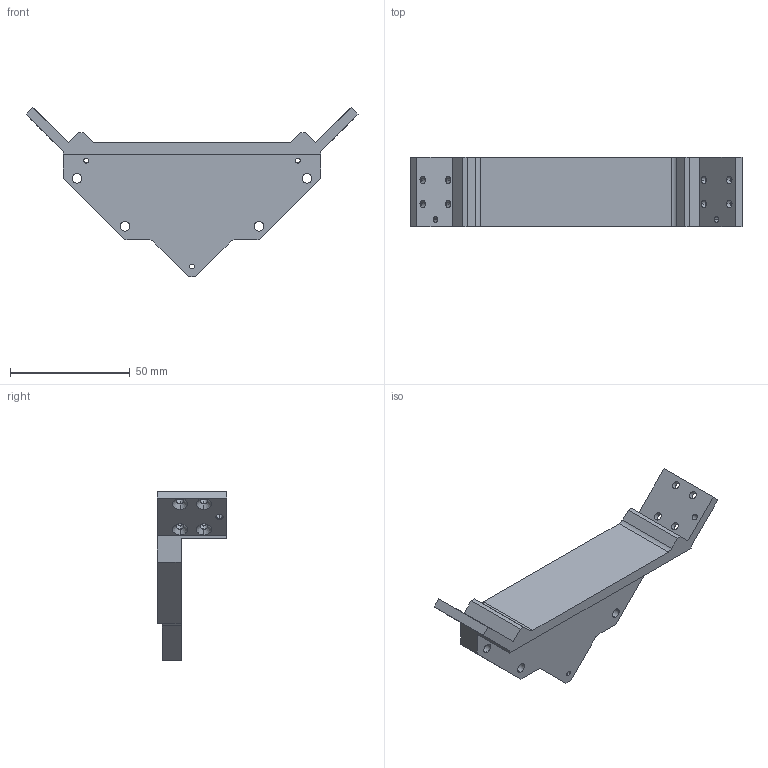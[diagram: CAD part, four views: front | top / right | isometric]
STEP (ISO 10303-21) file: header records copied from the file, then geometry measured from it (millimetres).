
FILE_DESCRIPTION (( 'STEP AP203' ), '1' );
FILE_NAME ('自制_主体.STEP', '2020-11-13T13:32:59', ( '' ), ( '' ), 'SwSTEP 2.0', 'SolidWorks 2018', '' );
FILE_SCHEMA (( 'CONFIG_CONTROL_DESIGN' ));
Length unit declared in the file: millimetre
Products named in the file (1): 赻秶_翋极
Bounding box: 138.59 x 29 x 70.71 mm (x, y, z)
Volume: 42065.4 mm3; surface area: 19657.1 mm2
Topology: 1 solids, 1 shells, 103 faces, 280 edges, 180 vertices
Faces by surface type: cylinder 46, plane 37, cone 20
Entity records: 3411 total; most frequent: DIRECTION 600, CARTESIAN_POINT 564, ORIENTED_EDGE 560, EDGE_CURVE 280, AXIS2_PLACEMENT_3D 216, VERTEX_POINT 180, LINE 168, VECTOR 168
